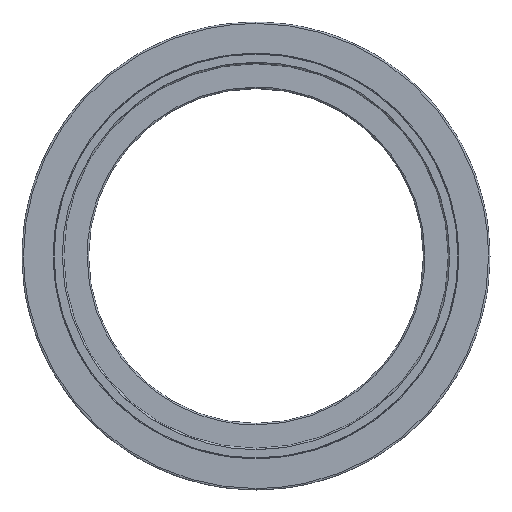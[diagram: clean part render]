
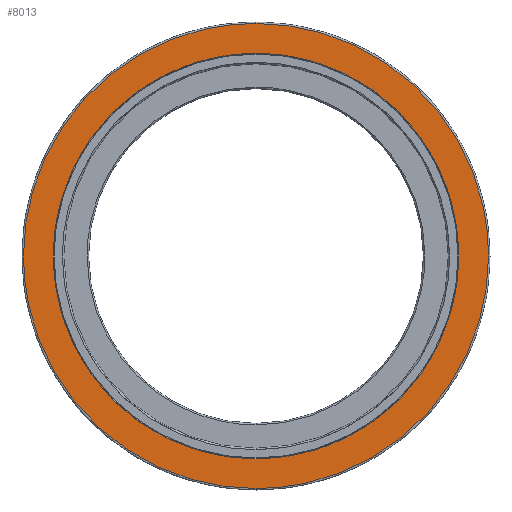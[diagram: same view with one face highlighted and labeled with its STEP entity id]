
A CAD part, left-side view. The second image highlights one B-rep face of the part: STEP entity #8013.
In plain terms, the highlighted planar face has unit normal (-1, 0, 0).
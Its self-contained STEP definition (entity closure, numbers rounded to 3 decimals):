
#318 = VERTEX_POINT ( 'NONE', #13329 ) ;
#601 = FACE_OUTER_BOUND ( 'NONE', #3907, .T. ) ;
#712 = CARTESIAN_POINT ( 'NONE',  ( 0., 0., 281.5 ) ) ;
#1190 = ORIENTED_EDGE ( 'NONE', *, *, #2017, .F. ) ;
#1383 = CARTESIAN_POINT ( 'NONE',  ( 0., 189.209, -323. ) ) ;
#1415 = CARTESIAN_POINT ( 'NONE',  ( 0., 0., -281.5 ) ) ;
#1593 = CARTESIAN_POINT ( 'NONE',  ( 0., -189.209, -323. ) ) ;
#1675 = VERTEX_POINT ( 'NONE', #1415 ) ;
#2017 = EDGE_CURVE ( 'NONE', #12765, #318, #12056, .T. ) ;
#2027 = ORIENTED_EDGE ( 'NONE', *, *, #3840, .F. ) ;
#2131 = CARTESIAN_POINT ( 'NONE',  ( 0., 0., 0. ) ) ;
#2228 =( BOUNDED_CURVE ( )  B_SPLINE_CURVE ( 3, ( #10770, #16109, #12031, #14778 ),
 .UNSPECIFIED., .F., .F. ) 
 B_SPLINE_CURVE_WITH_KNOTS ( ( 4, 4 ),
 ( 0., 0.5 ),
 .UNSPECIFIED. ) 
 CURVE ( )  GEOMETRIC_REPRESENTATION_ITEM ( )  RATIONAL_B_SPLINE_CURVE ( ( 1., 0.805, 0.805, 1. ) ) 
 REPRESENTATION_ITEM ( '' )  );
#2614 = CARTESIAN_POINT ( 'NONE',  ( 0., -281.5, -164.899 ) ) ;
#2647 = EDGE_CURVE ( 'NONE', #3138, #6462, #3466, .T. ) ;
#2786 =( BOUNDED_CURVE ( )  B_SPLINE_CURVE ( 3, ( #13138, #1383, #7836, #10405 ),
 .UNSPECIFIED., .F., .F. ) 
 B_SPLINE_CURVE_WITH_KNOTS ( ( 4, 4 ),
 ( 0.5, 1. ),
 .UNSPECIFIED. ) 
 CURVE ( )  GEOMETRIC_REPRESENTATION_ITEM ( )  RATIONAL_B_SPLINE_CURVE ( ( 1., 0.805, 0.805, 1. ) ) 
 REPRESENTATION_ITEM ( '' )  );
#3138 = VERTEX_POINT ( 'NONE', #9515 ) ;
#3143 = CARTESIAN_POINT ( 'NONE',  ( 0., 281.5, 0. ) ) ;
#3278 = CARTESIAN_POINT ( 'NONE',  ( 0., -281.5, 0. ) ) ;
#3466 =( BOUNDED_CURVE ( )  B_SPLINE_CURVE ( 3, ( #8225, #10672, #1593, #12162 ),
 .UNSPECIFIED., .F., .F. ) 
 B_SPLINE_CURVE_WITH_KNOTS ( ( 4, 4 ),
 ( 0., 0.5 ),
 .UNSPECIFIED. ) 
 CURVE ( )  GEOMETRIC_REPRESENTATION_ITEM ( )  RATIONAL_B_SPLINE_CURVE ( ( 1., 0.805, 0.805, 1. ) ) 
 REPRESENTATION_ITEM ( '' )  );
#3577 = EDGE_CURVE ( 'NONE', #318, #7764, #14885, .T. ) ;
#3840 = EDGE_CURVE ( 'NONE', #7764, #1675, #2228, .T. ) ;
#3873 = CARTESIAN_POINT ( 'NONE',  ( 0., -189.209, 323. ) ) ;
#3907 = EDGE_LOOP ( 'NONE', ( #12466, #16162, #5674, #11785 ) ) ;
#4017 = CARTESIAN_POINT ( 'NONE',  ( 0., 0., -323. ) ) ;
#4071 = CARTESIAN_POINT ( 'NONE',  ( 0., 323., 189.209 ) ) ;
#4769 =( BOUNDED_CURVE ( )  B_SPLINE_CURVE ( 3, ( #14479, #3873, #10311, #14366 ),
 .UNSPECIFIED., .F., .F. ) 
 B_SPLINE_CURVE_WITH_KNOTS ( ( 4, 4 ),
 ( 0.5, 1. ),
 .UNSPECIFIED. ) 
 CURVE ( )  GEOMETRIC_REPRESENTATION_ITEM ( )  RATIONAL_B_SPLINE_CURVE ( ( 1., 0.805, 0.805, 1. ) ) 
 REPRESENTATION_ITEM ( '' )  );
#5098 = ORIENTED_EDGE ( 'NONE', *, *, #3577, .F. ) ;
#5588 =( BOUNDED_CURVE ( )  B_SPLINE_CURVE ( 3, ( #13053, #9283, #2614, #14538 ),
 .UNSPECIFIED., .F., .F. ) 
 B_SPLINE_CURVE_WITH_KNOTS ( ( 4, 4 ),
 ( 0.5, 1. ),
 .UNSPECIFIED. ) 
 CURVE ( )  GEOMETRIC_REPRESENTATION_ITEM ( )  RATIONAL_B_SPLINE_CURVE ( ( 1., 0.805, 0.805, 1. ) ) 
 REPRESENTATION_ITEM ( '' )  );
#5674 = ORIENTED_EDGE ( 'NONE', *, *, #2647, .F. ) ;
#5756 = AXIS2_PLACEMENT_3D ( 'NONE', #2131, #15181, #16589 ) ;
#5925 = CARTESIAN_POINT ( 'NONE',  ( 0., 281.5, 0. ) ) ;
#6020 = EDGE_LOOP ( 'NONE', ( #2027, #5098, #1190, #11989 ) ) ;
#6453 = EDGE_CURVE ( 'NONE', #6462, #11947, #2786, .T. ) ;
#6462 = VERTEX_POINT ( 'NONE', #4017 ) ;
#6763 = CARTESIAN_POINT ( 'NONE',  ( 0., 323., 0. ) ) ;
#6790 = CARTESIAN_POINT ( 'NONE',  ( 0., 323., 0. ) ) ;
#7232 = CARTESIAN_POINT ( 'NONE',  ( 0., -281.5, 164.899 ) ) ;
#7286 = VERTEX_POINT ( 'NONE', #8589 ) ;
#7764 = VERTEX_POINT ( 'NONE', #5925 ) ;
#7836 = CARTESIAN_POINT ( 'NONE',  ( 0., 323., -189.209 ) ) ;
#7962 = PLANE ( 'NONE',  #5756 ) ;
#8013 = ADVANCED_FACE ( 'NONE', ( #8782, #601 ), #7962, .F. ) ;
#8225 = CARTESIAN_POINT ( 'NONE',  ( 0., -323., 0. ) ) ;
#8336 = CARTESIAN_POINT ( 'NONE',  ( 0., 164.899, 281.5 ) ) ;
#8589 = CARTESIAN_POINT ( 'NONE',  ( 0., 0., 323. ) ) ;
#8768 = EDGE_CURVE ( 'NONE', #7286, #3138, #4769, .T. ) ;
#8782 = FACE_BOUND ( 'NONE', #6020, .T. ) ;
#9283 = CARTESIAN_POINT ( 'NONE',  ( 0., -164.899, -281.5 ) ) ;
#9515 = CARTESIAN_POINT ( 'NONE',  ( 0., -323., 0. ) ) ;
#9646 = CARTESIAN_POINT ( 'NONE',  ( 0., 281.5, 164.899 ) ) ;
#10253 = EDGE_CURVE ( 'NONE', #1675, #12765, #5588, .T. ) ;
#10311 = CARTESIAN_POINT ( 'NONE',  ( 0., -323., 189.209 ) ) ;
#10405 = CARTESIAN_POINT ( 'NONE',  ( 0., 323., 0. ) ) ;
#10672 = CARTESIAN_POINT ( 'NONE',  ( 0., -323., -189.209 ) ) ;
#10770 = CARTESIAN_POINT ( 'NONE',  ( 0., 281.5, 0. ) ) ;
#11084 = EDGE_CURVE ( 'NONE', #11947, #7286, #13870, .T. ) ;
#11785 = ORIENTED_EDGE ( 'NONE', *, *, #8768, .F. ) ;
#11947 = VERTEX_POINT ( 'NONE', #6763 ) ;
#11989 = ORIENTED_EDGE ( 'NONE', *, *, #10253, .F. ) ;
#12031 = CARTESIAN_POINT ( 'NONE',  ( 0., 164.899, -281.5 ) ) ;
#12056 =( BOUNDED_CURVE ( )  B_SPLINE_CURVE ( 3, ( #12433, #7232, #16339, #712 ),
 .UNSPECIFIED., .F., .F. ) 
 B_SPLINE_CURVE_WITH_KNOTS ( ( 4, 4 ),
 ( 0., 0.5 ),
 .UNSPECIFIED. ) 
 CURVE ( )  GEOMETRIC_REPRESENTATION_ITEM ( )  RATIONAL_B_SPLINE_CURVE ( ( 1., 0.805, 0.805, 1. ) ) 
 REPRESENTATION_ITEM ( '' )  );
#12162 = CARTESIAN_POINT ( 'NONE',  ( 0., 0., -323. ) ) ;
#12223 = CARTESIAN_POINT ( 'NONE',  ( 0., 0., 281.5 ) ) ;
#12433 = CARTESIAN_POINT ( 'NONE',  ( 0., -281.5, 0. ) ) ;
#12466 = ORIENTED_EDGE ( 'NONE', *, *, #11084, .F. ) ;
#12765 = VERTEX_POINT ( 'NONE', #3278 ) ;
#13053 = CARTESIAN_POINT ( 'NONE',  ( 0., 0., -281.5 ) ) ;
#13138 = CARTESIAN_POINT ( 'NONE',  ( 0., 0., -323. ) ) ;
#13329 = CARTESIAN_POINT ( 'NONE',  ( 0., 0., 281.5 ) ) ;
#13360 = CARTESIAN_POINT ( 'NONE',  ( 0., 189.209, 323. ) ) ;
#13870 =( BOUNDED_CURVE ( )  B_SPLINE_CURVE ( 3, ( #6790, #4071, #13360, #15911 ),
 .UNSPECIFIED., .F., .F. ) 
 B_SPLINE_CURVE_WITH_KNOTS ( ( 4, 4 ),
 ( 0., 0.5 ),
 .UNSPECIFIED. ) 
 CURVE ( )  GEOMETRIC_REPRESENTATION_ITEM ( )  RATIONAL_B_SPLINE_CURVE ( ( 1., 0.805, 0.805, 1. ) ) 
 REPRESENTATION_ITEM ( '' )  );
#14366 = CARTESIAN_POINT ( 'NONE',  ( 0., -323., 0. ) ) ;
#14479 = CARTESIAN_POINT ( 'NONE',  ( 0., 0., 323. ) ) ;
#14538 = CARTESIAN_POINT ( 'NONE',  ( 0., -281.5, 0. ) ) ;
#14778 = CARTESIAN_POINT ( 'NONE',  ( 0., 0., -281.5 ) ) ;
#14885 =( BOUNDED_CURVE ( )  B_SPLINE_CURVE ( 3, ( #12223, #8336, #9646, #3143 ),
 .UNSPECIFIED., .F., .F. ) 
 B_SPLINE_CURVE_WITH_KNOTS ( ( 4, 4 ),
 ( 0.5, 1. ),
 .UNSPECIFIED. ) 
 CURVE ( )  GEOMETRIC_REPRESENTATION_ITEM ( )  RATIONAL_B_SPLINE_CURVE ( ( 1., 0.805, 0.805, 1. ) ) 
 REPRESENTATION_ITEM ( '' )  );
#15181 = DIRECTION ( 'NONE',  ( 1., 0., 0. ) ) ;
#15911 = CARTESIAN_POINT ( 'NONE',  ( 0., 0., 323. ) ) ;
#16109 = CARTESIAN_POINT ( 'NONE',  ( 0., 281.5, -164.899 ) ) ;
#16162 = ORIENTED_EDGE ( 'NONE', *, *, #6453, .F. ) ;
#16339 = CARTESIAN_POINT ( 'NONE',  ( 0., -164.899, 281.5 ) ) ;
#16589 = DIRECTION ( 'NONE',  ( 0., 0., -1. ) ) ;
